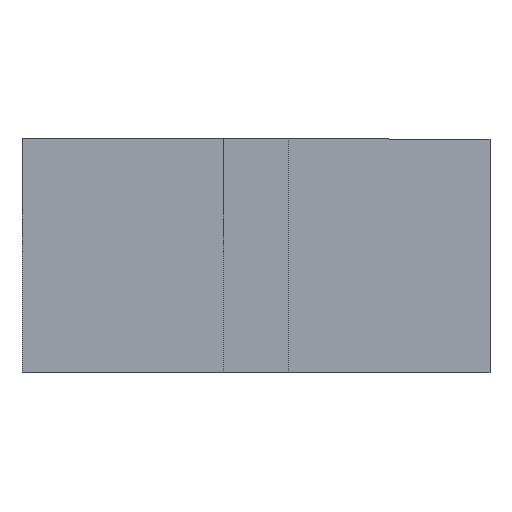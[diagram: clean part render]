
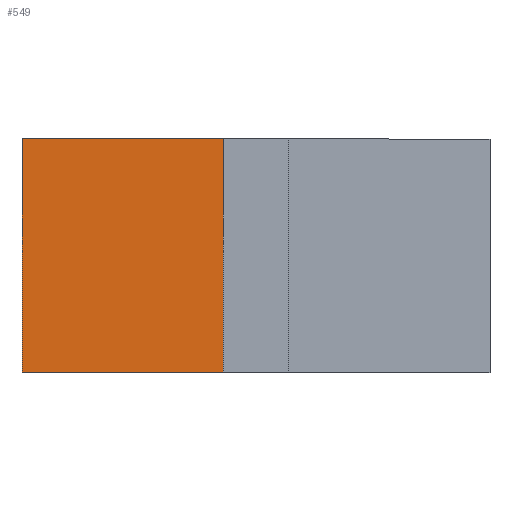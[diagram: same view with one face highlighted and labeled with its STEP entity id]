
A CAD part, front view. The second image highlights one B-rep face of the part: STEP entity #549.
In plain terms, the highlighted planar face has unit normal (0, -1, 0).
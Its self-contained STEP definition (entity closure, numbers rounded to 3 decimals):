
#1 = CARTESIAN_POINT ( 'NONE',  ( -0.45, 0., 1.6 ) ) ;
#4 = LINE ( 'NONE', #1, #648 ) ;
#39 = ORIENTED_EDGE ( 'NONE', *, *, #492, .T. ) ;
#52 = DIRECTION ( 'NONE',  ( 0., -1., 0. ) ) ;
#82 = LINE ( 'NONE', #153, #361 ) ;
#105 = DIRECTION ( 'NONE',  ( 0., 0., -1. ) ) ;
#107 = LINE ( 'NONE', #223, #487 ) ;
#114 = EDGE_CURVE ( 'NONE', #574, #632, #107, .T. ) ;
#136 = VERTEX_POINT ( 'NONE', #178 ) ;
#147 = AXIS2_PLACEMENT_3D ( 'NONE', #206, #52, #552 ) ;
#153 = CARTESIAN_POINT ( 'NONE',  ( -3.2, 0., 1.6 ) ) ;
#163 = DIRECTION ( 'NONE',  ( 0., 0., 1. ) ) ;
#178 = CARTESIAN_POINT ( 'NONE',  ( -0.45, 0., -1.6 ) ) ;
#206 = CARTESIAN_POINT ( 'NONE',  ( 0., 0., 0. ) ) ;
#213 = CARTESIAN_POINT ( 'NONE',  ( -3.2, 0., 1.6 ) ) ;
#223 = CARTESIAN_POINT ( 'NONE',  ( -3.2, 0., 1.6 ) ) ;
#248 = VECTOR ( 'NONE', #501, 1000. ) ;
#262 = ORIENTED_EDGE ( 'NONE', *, *, #114, .T. ) ;
#263 = CARTESIAN_POINT ( 'NONE',  ( -3.2, 0., -1.6 ) ) ;
#283 = ORIENTED_EDGE ( 'NONE', *, *, #511, .T. ) ;
#357 = PLANE ( 'NONE',  #147 ) ;
#361 = VECTOR ( 'NONE', #105, 1000. ) ;
#385 = LINE ( 'NONE', #554, #248 ) ;
#399 = EDGE_LOOP ( 'NONE', ( #39, #630, #283, #262 ) ) ;
#480 = VERTEX_POINT ( 'NONE', #263 ) ;
#487 = VECTOR ( 'NONE', #571, 1000. ) ;
#492 = EDGE_CURVE ( 'NONE', #632, #480, #82, .T. ) ;
#500 = EDGE_CURVE ( 'NONE', #480, #136, #385, .T. ) ;
#501 = DIRECTION ( 'NONE',  ( 1., 0., 0. ) ) ;
#511 = EDGE_CURVE ( 'NONE', #136, #574, #4, .T. ) ;
#549 = ADVANCED_FACE ( 'NONE', ( #644 ), #357, .T. ) ;
#551 = CARTESIAN_POINT ( 'NONE',  ( -0.45, 0., 1.6 ) ) ;
#552 = DIRECTION ( 'NONE',  ( 0., 0., -1. ) ) ;
#554 = CARTESIAN_POINT ( 'NONE',  ( -3.2, 0., -1.6 ) ) ;
#571 = DIRECTION ( 'NONE',  ( -1., 0., 0. ) ) ;
#574 = VERTEX_POINT ( 'NONE', #551 ) ;
#630 = ORIENTED_EDGE ( 'NONE', *, *, #500, .T. ) ;
#632 = VERTEX_POINT ( 'NONE', #213 ) ;
#644 = FACE_OUTER_BOUND ( 'NONE', #399, .T. ) ;
#648 = VECTOR ( 'NONE', #163, 1000. ) ;
